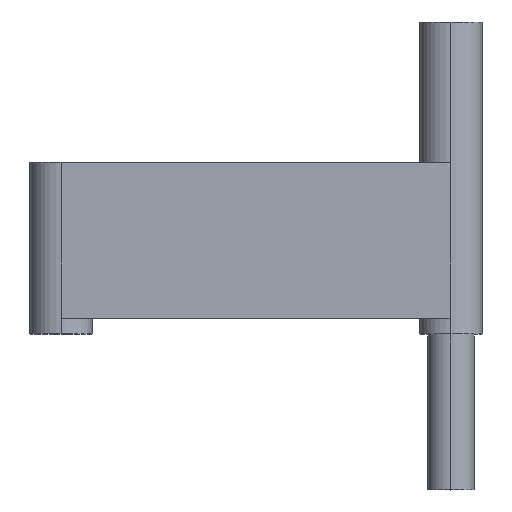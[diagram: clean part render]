
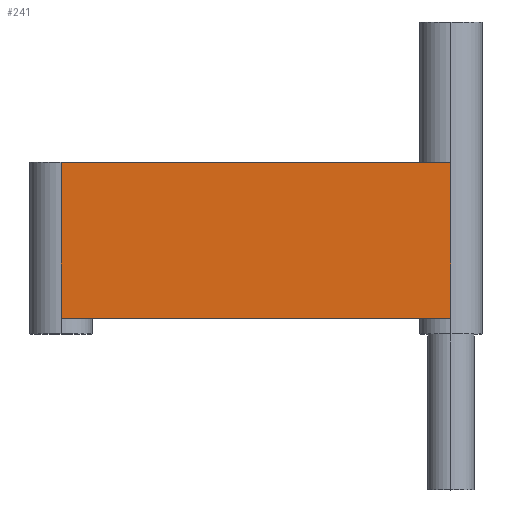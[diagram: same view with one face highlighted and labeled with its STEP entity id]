
A CAD part, top view. The second image highlights one B-rep face of the part: STEP entity #241.
In plain terms, the highlighted planar face has unit normal (0, 0, 1).
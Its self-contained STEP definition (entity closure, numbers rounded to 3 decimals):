
#11 = DIRECTION ( 'NONE',  ( -1., 0., 0. ) ) ;
#34 = VERTEX_POINT ( 'NONE', #111 ) ;
#56 = VECTOR ( 'NONE', #458, 1000. ) ;
#58 = CARTESIAN_POINT ( 'NONE',  ( 250., 110., 20. ) ) ;
#62 = EDGE_CURVE ( 'NONE', #34, #95, #261, .T. ) ;
#75 = CARTESIAN_POINT ( 'NONE',  ( 250., 110., 20. ) ) ;
#82 = DIRECTION ( 'NONE',  ( 0., -1., 0. ) ) ;
#83 = FACE_OUTER_BOUND ( 'NONE', #469, .T. ) ;
#87 = CARTESIAN_POINT ( 'NONE',  ( 0., 110., 20. ) ) ;
#95 = VERTEX_POINT ( 'NONE', #347 ) ;
#96 = VERTEX_POINT ( 'NONE', #97 ) ;
#97 = CARTESIAN_POINT ( 'NONE',  ( 250., 10., 20. ) ) ;
#111 = CARTESIAN_POINT ( 'NONE',  ( 0., 110., 20. ) ) ;
#125 = CARTESIAN_POINT ( 'NONE',  ( 0., 110., 20. ) ) ;
#138 = DIRECTION ( 'NONE',  ( 1., 0., 0. ) ) ;
#147 = LINE ( 'NONE', #87, #161 ) ;
#155 = AXIS2_PLACEMENT_3D ( 'NONE', #219, #334, #11 ) ;
#157 = CARTESIAN_POINT ( 'NONE',  ( 0., 10., 20. ) ) ;
#160 = VECTOR ( 'NONE', #138, 1000. ) ;
#161 = VECTOR ( 'NONE', #442, 1000. ) ;
#183 = PLANE ( 'NONE',  #155 ) ;
#195 = ORIENTED_EDGE ( 'NONE', *, *, #196, .T. ) ;
#196 = EDGE_CURVE ( 'NONE', #95, #96, #374, .T. ) ;
#203 = ORIENTED_EDGE ( 'NONE', *, *, #62, .T. ) ;
#219 = CARTESIAN_POINT ( 'NONE',  ( 0., 110., 20. ) ) ;
#236 = ORIENTED_EDGE ( 'NONE', *, *, #434, .F. ) ;
#241 = ADVANCED_FACE ( 'NONE', ( #83 ), #183, .F. ) ;
#261 = LINE ( 'NONE', #125, #56 ) ;
#312 = ORIENTED_EDGE ( 'NONE', *, *, #396, .F. ) ;
#334 = DIRECTION ( 'NONE',  ( 0., 0., -1. ) ) ;
#347 = CARTESIAN_POINT ( 'NONE',  ( 0., 10., 20. ) ) ;
#374 = LINE ( 'NONE', #157, #160 ) ;
#396 = EDGE_CURVE ( 'NONE', #470, #96, #401, .T. ) ;
#401 = LINE ( 'NONE', #58, #406 ) ;
#406 = VECTOR ( 'NONE', #82, 1000. ) ;
#434 = EDGE_CURVE ( 'NONE', #34, #470, #147, .T. ) ;
#442 = DIRECTION ( 'NONE',  ( 1., 0., 0. ) ) ;
#458 = DIRECTION ( 'NONE',  ( 0., -1., 0. ) ) ;
#469 = EDGE_LOOP ( 'NONE', ( #195, #312, #236, #203 ) ) ;
#470 = VERTEX_POINT ( 'NONE', #75 ) ;
